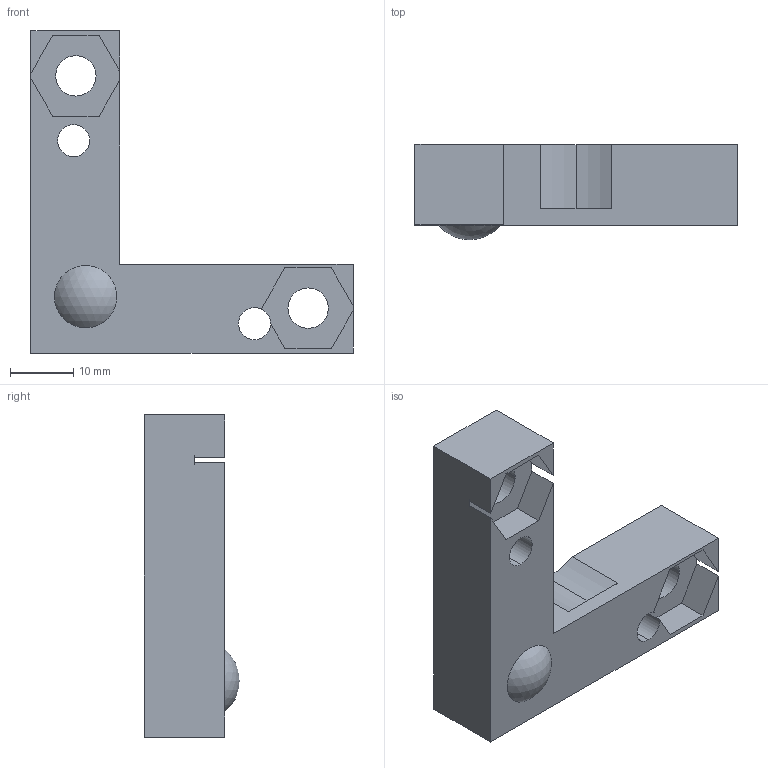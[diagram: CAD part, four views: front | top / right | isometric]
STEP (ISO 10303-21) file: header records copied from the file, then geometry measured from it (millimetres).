
FILE_DESCRIPTION(('STEP AP214'),'1');
FILE_NAME('opticalmount-adjust.stp','2014-03-26T19:41:47',('Simon Woodruff'),('Woodruff Scientific Inc'),'Spatial InterOp 3D',' ',' ');
FILE_SCHEMA(('automotive_design'));
Length unit declared in the file: inch
Products named in the file (1): Part_9798
Bounding box: 50.8 x 15.02 x 50.8 mm (x, y, z)
Volume: 13064.1 mm3; surface area: 5971.8 mm2
Topology: 1 solids, 1 shells, 54 faces, 158 edges, 106 vertices
Faces by surface type: plane 42, cylinder 11, sphere 1
Entity records: 2264 total; most frequent: CARTESIAN_POINT 319, ORIENTED_EDGE 316, DIRECTION 302, EDGE_CURVE 158, LINE 124, VECTOR 124, VERTEX_POINT 106, AXIS2_PLACEMENT_3D 89
